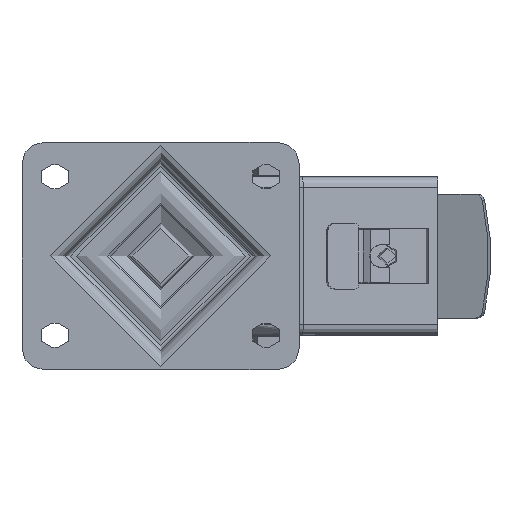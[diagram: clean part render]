
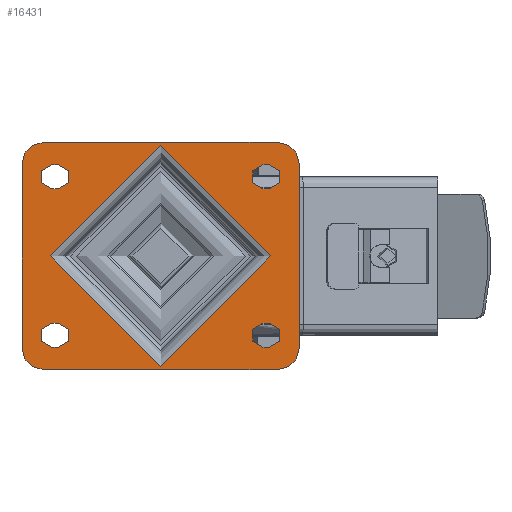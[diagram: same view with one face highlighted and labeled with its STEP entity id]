
A CAD part, top view. The second image highlights one B-rep face of the part: STEP entity #16431.
In plain terms, the highlighted planar face has unit normal (0, 0, 1).
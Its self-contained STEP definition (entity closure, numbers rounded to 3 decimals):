
#1064=FACE_BOUND('',#2879,.T.);
#1065=FACE_BOUND('',#2880,.T.);
#1066=FACE_BOUND('',#2881,.T.);
#1067=FACE_BOUND('',#2882,.T.);
#1068=FACE_BOUND('',#2883,.T.);
#1296=PLANE('',#17801);
#1912=FACE_OUTER_BOUND('',#2878,.T.);
#2878=EDGE_LOOP('',(#11927,#11928,#11929,#11930,#11931,#11932,#11933,#11934));
#2879=EDGE_LOOP('',(#11935));
#2880=EDGE_LOOP('',(#11936,#11937,#11938,#11939));
#2881=EDGE_LOOP('',(#11940,#11941,#11942,#11943));
#2882=EDGE_LOOP('',(#11944,#11945,#11946,#11947));
#2883=EDGE_LOOP('',(#11948,#11949,#11950,#11951));
#4115=LINE('',#24081,#5447);
#4117=LINE('',#24084,#5449);
#4118=LINE('',#24085,#5450);
#4119=LINE('',#24086,#5451);
#4120=LINE('',#24087,#5452);
#4121=LINE('',#24088,#5453);
#4122=LINE('',#24089,#5454);
#4123=LINE('',#24090,#5455);
#4124=LINE('',#24091,#5456);
#4125=LINE('',#24092,#5457);
#4126=LINE('',#24093,#5458);
#4127=LINE('',#24094,#5459);
#5447=VECTOR('',#19829,1000.);
#5449=VECTOR('',#19833,1000.);
#5450=VECTOR('',#19834,1000.);
#5451=VECTOR('',#19835,1000.);
#5452=VECTOR('',#19836,1000.);
#5453=VECTOR('',#19837,1000.);
#5454=VECTOR('',#19838,1000.);
#5455=VECTOR('',#19839,1000.);
#5456=VECTOR('',#19840,1000.);
#5457=VECTOR('',#19841,1000.);
#5458=VECTOR('',#19842,1000.);
#5459=VECTOR('',#19843,1000.);
#6531=CIRCLE('',#17509,4.5);
#6532=CIRCLE('',#17511,4.5);
#6535=CIRCLE('',#17515,4.5);
#6536=CIRCLE('',#17517,4.5);
#6539=CIRCLE('',#17521,4.5);
#6540=CIRCLE('',#17523,4.5);
#6543=CIRCLE('',#17527,4.5);
#6544=CIRCLE('',#17529,4.5);
#6546=CIRCLE('',#17532,41.75);
#6559=CIRCLE('',#17552,8.);
#6561=CIRCLE('',#17555,8.);
#6563=CIRCLE('',#17558,8.);
#6565=CIRCLE('',#17561,8.);
#7090=VERTEX_POINT('',#23234);
#7091=VERTEX_POINT('',#23236);
#7092=VERTEX_POINT('',#23240);
#7093=VERTEX_POINT('',#23241);
#7098=VERTEX_POINT('',#23252);
#7099=VERTEX_POINT('',#23254);
#7100=VERTEX_POINT('',#23258);
#7101=VERTEX_POINT('',#23259);
#7106=VERTEX_POINT('',#23270);
#7107=VERTEX_POINT('',#23272);
#7108=VERTEX_POINT('',#23276);
#7109=VERTEX_POINT('',#23277);
#7114=VERTEX_POINT('',#23288);
#7115=VERTEX_POINT('',#23290);
#7116=VERTEX_POINT('',#23294);
#7117=VERTEX_POINT('',#23295);
#7120=VERTEX_POINT('',#23303);
#7129=VERTEX_POINT('',#23335);
#7130=VERTEX_POINT('',#23336);
#7133=VERTEX_POINT('',#23344);
#7134=VERTEX_POINT('',#23345);
#7137=VERTEX_POINT('',#23353);
#7138=VERTEX_POINT('',#23354);
#7141=VERTEX_POINT('',#23362);
#7142=VERTEX_POINT('',#23363);
#8714=EDGE_CURVE('',#7091,#7090,#6531,.T.);
#8716=EDGE_CURVE('',#7092,#7093,#6532,.T.);
#8722=EDGE_CURVE('',#7099,#7098,#6535,.T.);
#8724=EDGE_CURVE('',#7100,#7101,#6536,.T.);
#8730=EDGE_CURVE('',#7107,#7106,#6539,.T.);
#8732=EDGE_CURVE('',#7108,#7109,#6540,.T.);
#8738=EDGE_CURVE('',#7115,#7114,#6543,.T.);
#8740=EDGE_CURVE('',#7116,#7117,#6544,.T.);
#8744=EDGE_CURVE('',#7120,#7120,#6546,.T.);
#8760=EDGE_CURVE('',#7129,#7130,#6559,.T.);
#8764=EDGE_CURVE('',#7133,#7134,#6561,.T.);
#8768=EDGE_CURVE('',#7137,#7138,#6563,.T.);
#8772=EDGE_CURVE('',#7141,#7142,#6565,.T.);
#9132=EDGE_CURVE('',#7142,#7129,#4115,.T.);
#9134=EDGE_CURVE('',#7138,#7141,#4117,.T.);
#9135=EDGE_CURVE('',#7134,#7137,#4118,.T.);
#9136=EDGE_CURVE('',#7130,#7133,#4119,.T.);
#9137=EDGE_CURVE('',#7090,#7092,#4120,.T.);
#9138=EDGE_CURVE('',#7093,#7091,#4121,.T.);
#9139=EDGE_CURVE('',#7098,#7100,#4122,.T.);
#9140=EDGE_CURVE('',#7101,#7099,#4123,.T.);
#9141=EDGE_CURVE('',#7106,#7108,#4124,.T.);
#9142=EDGE_CURVE('',#7109,#7107,#4125,.T.);
#9143=EDGE_CURVE('',#7114,#7116,#4126,.T.);
#9144=EDGE_CURVE('',#7117,#7115,#4127,.T.);
#11927=ORIENTED_EDGE('',*,*,#8772,.F.);
#11928=ORIENTED_EDGE('',*,*,#9134,.F.);
#11929=ORIENTED_EDGE('',*,*,#8768,.F.);
#11930=ORIENTED_EDGE('',*,*,#9135,.F.);
#11931=ORIENTED_EDGE('',*,*,#8764,.F.);
#11932=ORIENTED_EDGE('',*,*,#9136,.F.);
#11933=ORIENTED_EDGE('',*,*,#8760,.F.);
#11934=ORIENTED_EDGE('',*,*,#9132,.F.);
#11935=ORIENTED_EDGE('',*,*,#8744,.F.);
#11936=ORIENTED_EDGE('',*,*,#9137,.T.);
#11937=ORIENTED_EDGE('',*,*,#8716,.T.);
#11938=ORIENTED_EDGE('',*,*,#9138,.T.);
#11939=ORIENTED_EDGE('',*,*,#8714,.T.);
#11940=ORIENTED_EDGE('',*,*,#9139,.T.);
#11941=ORIENTED_EDGE('',*,*,#8724,.T.);
#11942=ORIENTED_EDGE('',*,*,#9140,.T.);
#11943=ORIENTED_EDGE('',*,*,#8722,.T.);
#11944=ORIENTED_EDGE('',*,*,#9141,.T.);
#11945=ORIENTED_EDGE('',*,*,#8732,.T.);
#11946=ORIENTED_EDGE('',*,*,#9142,.T.);
#11947=ORIENTED_EDGE('',*,*,#8730,.T.);
#11948=ORIENTED_EDGE('',*,*,#9143,.T.);
#11949=ORIENTED_EDGE('',*,*,#8740,.T.);
#11950=ORIENTED_EDGE('',*,*,#9144,.T.);
#11951=ORIENTED_EDGE('',*,*,#8738,.T.);
#16431=ADVANCED_FACE('',(#1912,#1064,#1065,#1066,#1067,#1068),#1296,.T.);
#17509=AXIS2_PLACEMENT_3D('',#23237,#18991,#18992);
#17511=AXIS2_PLACEMENT_3D('',#23242,#18996,#18997);
#17515=AXIS2_PLACEMENT_3D('',#23255,#19007,#19008);
#17517=AXIS2_PLACEMENT_3D('',#23260,#19012,#19013);
#17521=AXIS2_PLACEMENT_3D('',#23273,#19023,#19024);
#17523=AXIS2_PLACEMENT_3D('',#23278,#19028,#19029);
#17527=AXIS2_PLACEMENT_3D('',#23291,#19039,#19040);
#17529=AXIS2_PLACEMENT_3D('',#23296,#19044,#19045);
#17532=AXIS2_PLACEMENT_3D('',#23304,#19052,#19053);
#17552=AXIS2_PLACEMENT_3D('',#23337,#19095,#19096);
#17555=AXIS2_PLACEMENT_3D('',#23346,#19103,#19104);
#17558=AXIS2_PLACEMENT_3D('',#23355,#19111,#19112);
#17561=AXIS2_PLACEMENT_3D('',#23364,#19119,#19120);
#17801=AXIS2_PLACEMENT_3D('',#24083,#19831,#19832);
#18991=DIRECTION('center_axis',(0.,0.,-1.));
#18992=DIRECTION('ref_axis',(-1.,0.,0.));
#18996=DIRECTION('center_axis',(0.,0.,-1.));
#18997=DIRECTION('ref_axis',(-1.,0.,0.));
#19007=DIRECTION('center_axis',(0.,0.,-1.));
#19008=DIRECTION('ref_axis',(-1.,0.,0.));
#19012=DIRECTION('center_axis',(0.,0.,-1.));
#19013=DIRECTION('ref_axis',(-1.,0.,0.));
#19023=DIRECTION('center_axis',(0.,0.,-1.));
#19024=DIRECTION('ref_axis',(1.,0.,0.));
#19028=DIRECTION('center_axis',(0.,0.,-1.));
#19029=DIRECTION('ref_axis',(1.,0.,0.));
#19039=DIRECTION('center_axis',(0.,0.,-1.));
#19040=DIRECTION('ref_axis',(1.,0.,0.));
#19044=DIRECTION('center_axis',(0.,0.,-1.));
#19045=DIRECTION('ref_axis',(1.,0.,0.));
#19052=DIRECTION('center_axis',(0.,0.,1.));
#19053=DIRECTION('ref_axis',(1.,0.,0.));
#19095=DIRECTION('center_axis',(0.,0.,-1.));
#19096=DIRECTION('ref_axis',(-0.707,0.707,0.));
#19103=DIRECTION('center_axis',(0.,0.,-1.));
#19104=DIRECTION('ref_axis',(0.707,0.707,0.));
#19111=DIRECTION('center_axis',(0.,0.,-1.));
#19112=DIRECTION('ref_axis',(0.707,-0.707,0.));
#19119=DIRECTION('center_axis',(0.,0.,-1.));
#19120=DIRECTION('ref_axis',(-0.707,-0.707,0.));
#19829=DIRECTION('',(0.,1.,0.));
#19831=DIRECTION('center_axis',(0.,0.,1.));
#19832=DIRECTION('ref_axis',(1.,0.,0.));
#19833=DIRECTION('',(-1.,0.,0.));
#19834=DIRECTION('',(0.,-1.,0.));
#19835=DIRECTION('',(1.,0.,0.));
#19836=DIRECTION('',(-1.,0.,0.));
#19837=DIRECTION('',(1.,0.,0.));
#19838=DIRECTION('',(-1.,0.,0.));
#19839=DIRECTION('',(1.,0.,0.));
#19840=DIRECTION('',(1.,0.,0.));
#19841=DIRECTION('',(-1.,0.,0.));
#19842=DIRECTION('',(1.,0.,0.));
#19843=DIRECTION('',(-1.,0.,0.));
#23234=CARTESIAN_POINT('',(41.25,-34.5,0.));
#23236=CARTESIAN_POINT('',(41.25,-25.5,0.));
#23237=CARTESIAN_POINT('Origin',(41.25,-30.,0.));
#23240=CARTESIAN_POINT('',(38.75,-34.5,0.));
#23241=CARTESIAN_POINT('',(38.75,-25.5,0.));
#23242=CARTESIAN_POINT('Origin',(38.75,-30.,0.));
#23252=CARTESIAN_POINT('',(41.25,25.5,0.));
#23254=CARTESIAN_POINT('',(41.25,34.5,0.));
#23255=CARTESIAN_POINT('Origin',(41.25,30.,0.));
#23258=CARTESIAN_POINT('',(38.75,25.5,0.));
#23259=CARTESIAN_POINT('',(38.75,34.5,0.));
#23260=CARTESIAN_POINT('Origin',(38.75,30.,0.));
#23270=CARTESIAN_POINT('',(-41.25,-25.5,0.));
#23272=CARTESIAN_POINT('',(-41.25,-34.5,0.));
#23273=CARTESIAN_POINT('Origin',(-41.25,-30.,0.));
#23276=CARTESIAN_POINT('',(-38.75,-25.5,0.));
#23277=CARTESIAN_POINT('',(-38.75,-34.5,0.));
#23278=CARTESIAN_POINT('Origin',(-38.75,-30.,0.));
#23288=CARTESIAN_POINT('',(-41.25,34.5,0.));
#23290=CARTESIAN_POINT('',(-41.25,25.5,0.));
#23291=CARTESIAN_POINT('Origin',(-41.25,30.,0.));
#23294=CARTESIAN_POINT('',(-38.75,34.5,0.));
#23295=CARTESIAN_POINT('',(-38.75,25.5,0.));
#23296=CARTESIAN_POINT('Origin',(-38.75,30.,0.));
#23303=CARTESIAN_POINT('',(41.75,0.,0.));
#23304=CARTESIAN_POINT('Origin',(0.,0.,0.));
#23335=CARTESIAN_POINT('',(-52.5,35.,0.));
#23336=CARTESIAN_POINT('',(-44.5,43.,0.));
#23337=CARTESIAN_POINT('Origin',(-44.5,35.,0.));
#23344=CARTESIAN_POINT('',(44.5,43.,0.));
#23345=CARTESIAN_POINT('',(52.5,35.,0.));
#23346=CARTESIAN_POINT('Origin',(44.5,35.,0.));
#23353=CARTESIAN_POINT('',(52.5,-35.,0.));
#23354=CARTESIAN_POINT('',(44.5,-43.,0.));
#23355=CARTESIAN_POINT('Origin',(44.5,-35.,0.));
#23362=CARTESIAN_POINT('',(-44.5,-43.,0.));
#23363=CARTESIAN_POINT('',(-52.5,-35.,0.));
#23364=CARTESIAN_POINT('Origin',(-44.5,-35.,0.));
#24081=CARTESIAN_POINT('',(-52.5,-43.,0.));
#24083=CARTESIAN_POINT('Origin',(0.,0.,0.));
#24084=CARTESIAN_POINT('',(52.5,-43.,0.));
#24085=CARTESIAN_POINT('',(52.5,43.,0.));
#24086=CARTESIAN_POINT('',(-52.5,43.,0.));
#24087=CARTESIAN_POINT('',(41.25,-34.5,0.));
#24088=CARTESIAN_POINT('',(41.25,-25.5,0.));
#24089=CARTESIAN_POINT('',(41.25,25.5,0.));
#24090=CARTESIAN_POINT('',(41.25,34.5,0.));
#24091=CARTESIAN_POINT('',(-41.25,-25.5,0.));
#24092=CARTESIAN_POINT('',(-41.25,-34.5,0.));
#24093=CARTESIAN_POINT('',(-41.25,34.5,0.));
#24094=CARTESIAN_POINT('',(-41.25,25.5,0.));
